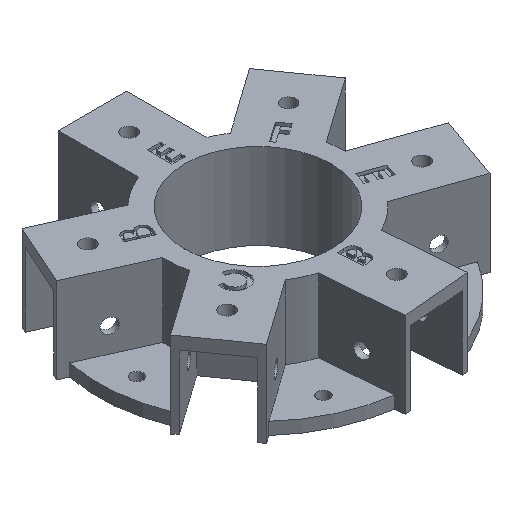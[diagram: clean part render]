
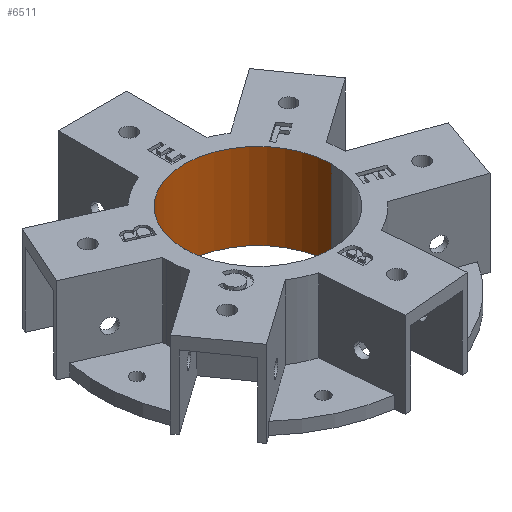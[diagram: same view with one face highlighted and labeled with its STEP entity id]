
A CAD part, isometric view. The second image highlights one B-rep face of the part: STEP entity #6511.
In plain terms, the highlighted cylindrical face has radius 60 mm (diameter 120 mm), a partial arc.
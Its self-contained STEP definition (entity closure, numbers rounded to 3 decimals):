
#90 = CYLINDRICAL_SURFACE ( 'NONE', #6249, 60. ) ;
#385 = CIRCLE ( 'NONE', #1970, 60. ) ;
#434 = CARTESIAN_POINT ( 'NONE',  ( -60., 0., 0. ) ) ;
#507 = EDGE_CURVE ( 'NONE', #2687, #4577, #7408, .T. ) ;
#508 = CARTESIAN_POINT ( 'NONE',  ( 60., 0., 60. ) ) ;
#611 = DIRECTION ( 'NONE',  ( 0., 0., -1. ) ) ;
#630 = LINE ( 'NONE', #508, #4892 ) ;
#781 = CARTESIAN_POINT ( 'NONE',  ( -60., 0., 60. ) ) ;
#1137 = DIRECTION ( 'NONE',  ( 0., 0., -1. ) ) ;
#1273 = VERTEX_POINT ( 'NONE', #3296 ) ;
#1890 = DIRECTION ( 'NONE',  ( -1., 0., 0. ) ) ;
#1970 = AXIS2_PLACEMENT_3D ( 'NONE', #6328, #3092, #2392 ) ;
#1984 = ORIENTED_EDGE ( 'NONE', *, *, #6146, .T. ) ;
#1991 = VECTOR ( 'NONE', #611, 1000. ) ;
#2053 = CARTESIAN_POINT ( 'NONE',  ( 60., 0., 70. ) ) ;
#2076 = DIRECTION ( 'NONE',  ( 1., 0., 0. ) ) ;
#2392 = DIRECTION ( 'NONE',  ( 1., 0., 0. ) ) ;
#2686 = ORIENTED_EDGE ( 'NONE', *, *, #507, .F. ) ;
#2687 = VERTEX_POINT ( 'NONE', #8184 ) ;
#3092 = DIRECTION ( 'NONE',  ( 0., 0., -1. ) ) ;
#3170 = FACE_OUTER_BOUND ( 'NONE', #4658, .T. ) ;
#3296 = CARTESIAN_POINT ( 'NONE',  ( -60., 0., 70. ) ) ;
#3402 = EDGE_CURVE ( 'NONE', #1273, #7640, #385, .T. ) ;
#3632 = ORIENTED_EDGE ( 'NONE', *, *, #3832, .F. ) ;
#3746 = ORIENTED_EDGE ( 'NONE', *, *, #3402, .F. ) ;
#3832 = EDGE_CURVE ( 'NONE', #7640, #2687, #630, .T. ) ;
#4577 = VERTEX_POINT ( 'NONE', #434 ) ;
#4658 = EDGE_LOOP ( 'NONE', ( #3632, #3746, #1984, #2686 ) ) ;
#4892 = VECTOR ( 'NONE', #1137, 1000. ) ;
#5673 = AXIS2_PLACEMENT_3D ( 'NONE', #6484, #5813, #2076 ) ;
#5813 = DIRECTION ( 'NONE',  ( 0., 0., 1. ) ) ;
#6146 = EDGE_CURVE ( 'NONE', #1273, #4577, #6927, .T. ) ;
#6249 = AXIS2_PLACEMENT_3D ( 'NONE', #8198, #7698, #1890 ) ;
#6328 = CARTESIAN_POINT ( 'NONE',  ( 0., 0., 70. ) ) ;
#6484 = CARTESIAN_POINT ( 'NONE',  ( 0., 0., 0. ) ) ;
#6511 = ADVANCED_FACE ( 'NONE', ( #3170 ), #90, .F. ) ;
#6927 = LINE ( 'NONE', #781, #1991 ) ;
#7408 = CIRCLE ( 'NONE', #5673, 60. ) ;
#7640 = VERTEX_POINT ( 'NONE', #2053 ) ;
#7698 = DIRECTION ( 'NONE',  ( 0., 0., -1. ) ) ;
#8184 = CARTESIAN_POINT ( 'NONE',  ( 60., 0., 0. ) ) ;
#8198 = CARTESIAN_POINT ( 'NONE',  ( 0., 0., 60. ) ) ;
